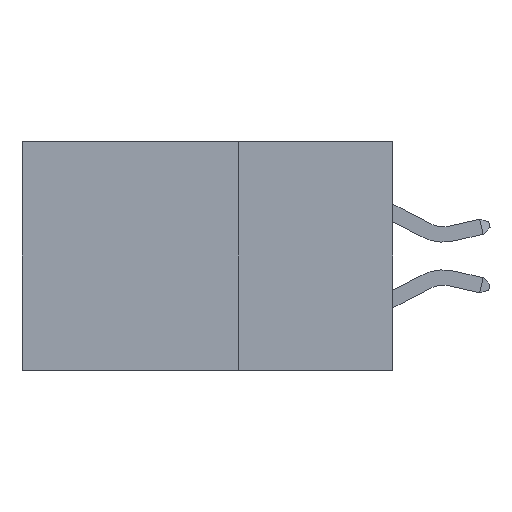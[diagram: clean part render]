
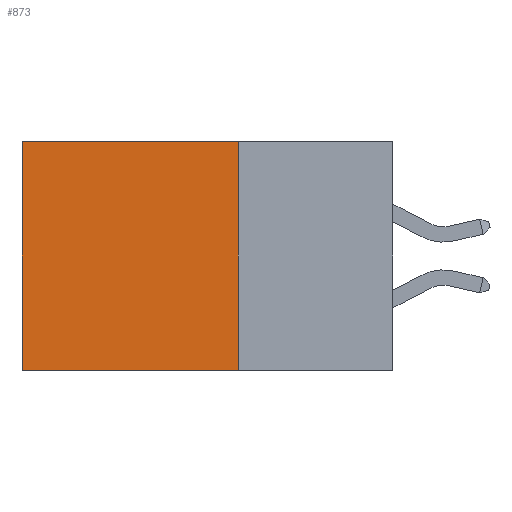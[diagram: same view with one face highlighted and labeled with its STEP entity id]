
A CAD part, left-side view. The second image highlights one B-rep face of the part: STEP entity #873.
In plain terms, the highlighted planar face has unit normal (-1, 0, 0).
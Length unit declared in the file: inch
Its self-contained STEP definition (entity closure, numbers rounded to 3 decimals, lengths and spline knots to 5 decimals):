
#873 = ADVANCED_FACE ( 'NONE', ( #20683 ), #10913, .F. ) ;
#1215 = VERTEX_POINT ( 'NONE', #6877 ) ;
#1877 = CARTESIAN_POINT ( 'NONE',  ( 0.2875, 0.25, -0.37 ) ) ;
#2954 = VECTOR ( 'NONE', #14299, 39.37008 ) ;
#4786 = ORIENTED_EDGE ( 'NONE', *, *, #14679, .F. ) ;
#5117 = CARTESIAN_POINT ( 'NONE',  ( 0.2875, 0.25, -0.37 ) ) ;
#5347 = VERTEX_POINT ( 'NONE', #1877 ) ;
#6877 = CARTESIAN_POINT ( 'NONE',  ( 0.2875, 0.25, 0. ) ) ;
#8047 = DIRECTION ( 'NONE',  ( 0., 0., -1. ) ) ;
#8454 = ORIENTED_EDGE ( 'NONE', *, *, #18084, .F. ) ;
#8944 = AXIS2_PLACEMENT_3D ( 'NONE', #29870, #23100, #32676 ) ;
#9100 = EDGE_CURVE ( 'NONE', #1215, #27097, #12585, .T. ) ;
#10788 = VECTOR ( 'NONE', #30744, 39.37008 ) ;
#10913 = PLANE ( 'NONE',  #8944 ) ;
#12585 = LINE ( 'NONE', #24765, #10788 ) ;
#14299 = DIRECTION ( 'NONE',  ( 0., 1., 0. ) ) ;
#14679 = EDGE_CURVE ( 'NONE', #5347, #27772, #17477, .T. ) ;
#14736 = CARTESIAN_POINT ( 'NONE',  ( 0.2875, 0.6, 0. ) ) ;
#17368 = ORIENTED_EDGE ( 'NONE', *, *, #9100, .T. ) ;
#17460 = ORIENTED_EDGE ( 'NONE', *, *, #27415, .T. ) ;
#17477 = LINE ( 'NONE', #5117, #2954 ) ;
#18084 = EDGE_CURVE ( 'NONE', #1215, #5347, #35423, .T. ) ;
#20683 = FACE_OUTER_BOUND ( 'NONE', #33059, .T. ) ;
#23100 = DIRECTION ( 'NONE',  ( 1., 0., 0. ) ) ;
#24765 = CARTESIAN_POINT ( 'NONE',  ( 0.2875, 0.25, 0. ) ) ;
#26726 = VECTOR ( 'NONE', #8047, 39.37008 ) ;
#26821 = DIRECTION ( 'NONE',  ( 0., 0., -1. ) ) ;
#27097 = VERTEX_POINT ( 'NONE', #14736 ) ;
#27415 = EDGE_CURVE ( 'NONE', #27097, #27772, #35827, .T. ) ;
#27772 = VERTEX_POINT ( 'NONE', #32760 ) ;
#29870 = CARTESIAN_POINT ( 'NONE',  ( 0.2875, 0.25, 0. ) ) ;
#30744 = DIRECTION ( 'NONE',  ( 0., 1., 0. ) ) ;
#32676 = DIRECTION ( 'NONE',  ( 0., 0., -1. ) ) ;
#32760 = CARTESIAN_POINT ( 'NONE',  ( 0.2875, 0.6, -0.37 ) ) ;
#33059 = EDGE_LOOP ( 'NONE', ( #17460, #4786, #8454, #17368 ) ) ;
#33342 = VECTOR ( 'NONE', #26821, 39.37008 ) ;
#34831 = CARTESIAN_POINT ( 'NONE',  ( 0.2875, 0.25, 0. ) ) ;
#35423 = LINE ( 'NONE', #34831, #26726 ) ;
#35827 = LINE ( 'NONE', #38619, #33342 ) ;
#38619 = CARTESIAN_POINT ( 'NONE',  ( 0.2875, 0.6, 0. ) ) ;
